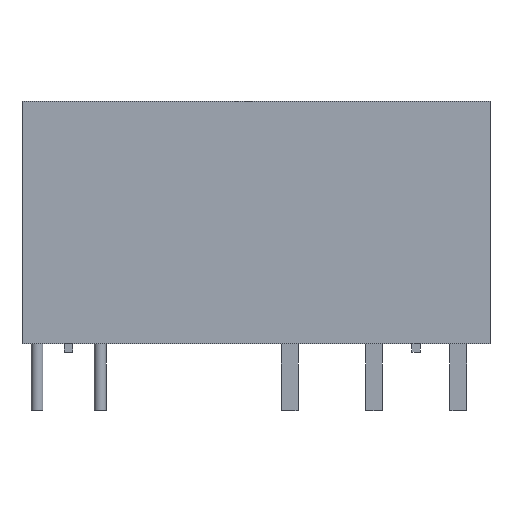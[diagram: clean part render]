
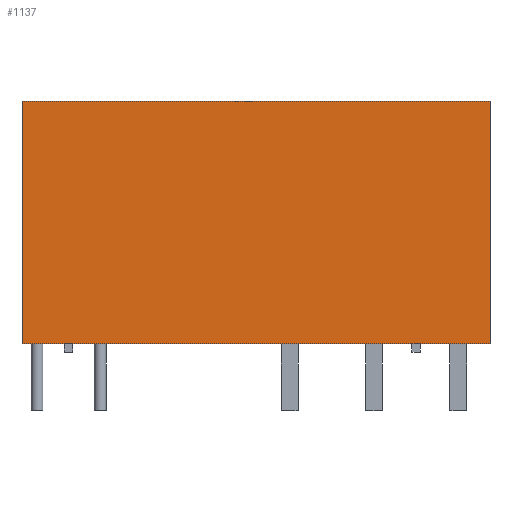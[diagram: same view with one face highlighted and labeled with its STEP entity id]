
A CAD part, front view. The second image highlights one B-rep face of the part: STEP entity #1137.
In plain terms, the highlighted planar face has unit normal (0, -1, 0).
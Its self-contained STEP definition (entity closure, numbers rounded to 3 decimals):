
#1019=CARTESIAN_POINT('',(-14.0,-3.8,15.0));
#1020=VERTEX_POINT('',#1019);
#1037=CARTESIAN_POINT('',(-14.0,-3.8,0.5));
#1038=VERTEX_POINT('',#1037);
#1045=CARTESIAN_POINT('',(-14.0,-3.8,0.5));
#1046=DIRECTION('',(0.0,0.0,1.0));
#1047=VECTOR('',#1046,14.5);
#1048=LINE('',#1045,#1047);
#1049=EDGE_CURVE('',#1038,#1020,#1048,.T.);
#1090=CARTESIAN_POINT('',(14.0,-3.8,15.0));
#1091=VERTEX_POINT('',#1090);
#1098=CARTESIAN_POINT('',(14.0,-3.8,0.5));
#1099=VERTEX_POINT('',#1098);
#1100=CARTESIAN_POINT('',(14.0,-3.8,0.5));
#1101=DIRECTION('',(0.0,0.0,1.0));
#1102=VECTOR('',#1101,14.5);
#1103=LINE('',#1100,#1102);
#1104=EDGE_CURVE('',#1099,#1091,#1103,.T.);
#1116=CARTESIAN_POINT('',(14.0,-3.8,0.5));
#1117=DIRECTION('',(0.0,-1.0,0.0));
#1118=DIRECTION('',(0.0,0.0,-1.0));
#1119=AXIS2_PLACEMENT_3D('',#1116,#1117,#1118);
#1120=PLANE('',#1119);
#1121=CARTESIAN_POINT('',(14.0,-3.8,15.0));
#1122=DIRECTION('',(-1.0,0.0,0.0));
#1123=VECTOR('',#1122,28.0);
#1124=LINE('',#1121,#1123);
#1125=EDGE_CURVE('',#1091,#1020,#1124,.T.);
#1126=ORIENTED_EDGE('',*,*,#1125,.T.);
#1127=ORIENTED_EDGE('',*,*,#1049,.F.);
#1128=CARTESIAN_POINT('',(-14.0,-3.8,0.5));
#1129=DIRECTION('',(1.0,0.0,0.0));
#1130=VECTOR('',#1129,28.0);
#1131=LINE('',#1128,#1130);
#1132=EDGE_CURVE('',#1038,#1099,#1131,.T.);
#1133=ORIENTED_EDGE('',*,*,#1132,.T.);
#1134=ORIENTED_EDGE('',*,*,#1104,.T.);
#1135=EDGE_LOOP('',(#1126,#1127,#1133,#1134));
#1136=FACE_OUTER_BOUND('',#1135,.T.);
#1137=ADVANCED_FACE('',(#1136),#1120,.T.);
